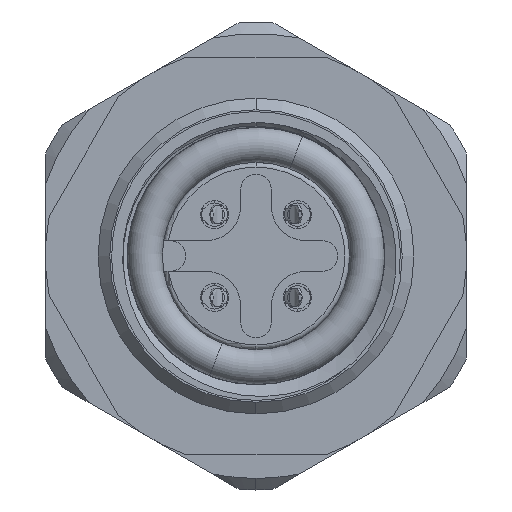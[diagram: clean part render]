
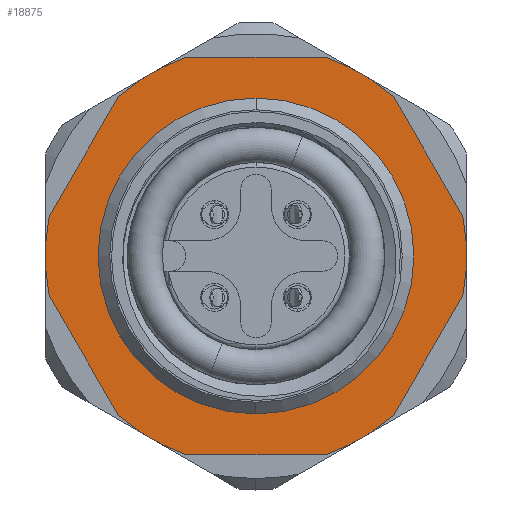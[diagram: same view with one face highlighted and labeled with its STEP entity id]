
A CAD part, left-side view. The second image highlights one B-rep face of the part: STEP entity #18875.
In plain terms, the highlighted face is planar.
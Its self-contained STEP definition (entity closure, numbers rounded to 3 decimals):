
#81 = CARTESIAN_POINT ( 'NONE',  ( -2., -5.882, -6.812 ) ) ;
#553 = CARTESIAN_POINT ( 'NONE',  ( -2., -5.111, 8.147 ) ) ;
#762 = VECTOR ( 'NONE', #19968, 1000. ) ;
#1123 = CIRCLE ( 'NONE', #24818, 9. ) ;
#1465 = ORIENTED_EDGE ( 'NONE', *, *, #27074, .F. ) ;
#1522 = DIRECTION ( 'NONE',  ( 0., -0.5, 0.866 ) ) ;
#2144 = DIRECTION ( 'NONE',  ( 0., 0., 1. ) ) ;
#2287 = VECTOR ( 'NONE', #39376, 1000. ) ;
#2374 = CIRCLE ( 'NONE', #17959, 9. ) ;
#2404 = CARTESIAN_POINT ( 'NONE',  ( -2., 9.611, -0.353 ) ) ;
#3125 = CARTESIAN_POINT ( 'NONE',  ( -2., 0., 0. ) ) ;
#3276 = DIRECTION ( 'NONE',  ( 0., 0., 1. ) ) ;
#3433 = VECTOR ( 'NONE', #17122, 1000. ) ;
#3943 = CIRCLE ( 'NONE', #27672, 9. ) ;
#4643 = EDGE_CURVE ( 'NONE', #15681, #25650, #39039, .T. ) ;
#4675 = CARTESIAN_POINT ( 'NONE',  ( -2., 2.958, 8.5 ) ) ;
#4950 = CARTESIAN_POINT ( 'NONE',  ( -2., 0., 0. ) ) ;
#4982 = EDGE_LOOP ( 'NONE', ( #11594, #14279, #20148, #20997, #22592, #41789, #41082, #24063, #19177, #11761, #30524, #1465 ) ) ;
#5184 = FACE_BOUND ( 'NONE', #24320, .T. ) ;
#5566 = LINE ( 'NONE', #2404, #18574 ) ;
#5766 = AXIS2_PLACEMENT_3D ( 'NONE', #38484, #25326, #3276 ) ;
#5810 = CARTESIAN_POINT ( 'NONE',  ( -2., -8.84, 1.688 ) ) ;
#5820 = DIRECTION ( 'NONE',  ( 0., 0., 1. ) ) ;
#5837 = CARTESIAN_POINT ( 'NONE',  ( -2., -5.882, 6.812 ) ) ;
#5928 = CARTESIAN_POINT ( 'NONE',  ( -2., 0., 0. ) ) ;
#6001 = VERTEX_POINT ( 'NONE', #32922 ) ;
#6258 = CARTESIAN_POINT ( 'NONE',  ( -2., 9., -8.5 ) ) ;
#6832 = EDGE_CURVE ( 'NONE', #33425, #21731, #2374, .T. ) ;
#6877 = CARTESIAN_POINT ( 'NONE',  ( -2., 9.611, 0.353 ) ) ;
#6924 = EDGE_CURVE ( 'NONE', #25993, #6001, #19840, .T. ) ;
#7002 = CARTESIAN_POINT ( 'NONE',  ( -2., 9., 8.5 ) ) ;
#7532 = VERTEX_POINT ( 'NONE', #7775 ) ;
#7614 = VERTEX_POINT ( 'NONE', #33243 ) ;
#7709 = EDGE_CURVE ( 'NONE', #7532, #41208, #39602, .T. ) ;
#7775 = CARTESIAN_POINT ( 'NONE',  ( -2., 0., -6.75 ) ) ;
#8120 = DIRECTION ( 'NONE',  ( -1., 0., 0. ) ) ;
#8433 = CARTESIAN_POINT ( 'NONE',  ( -2., 0., 0. ) ) ;
#8944 = ORIENTED_EDGE ( 'NONE', *, *, #27501, .T. ) ;
#9273 = CIRCLE ( 'NONE', #33012, 6.75 ) ;
#10446 = AXIS2_PLACEMENT_3D ( 'NONE', #21331, #21537, #34909 ) ;
#10833 = EDGE_CURVE ( 'NONE', #20728, #15681, #16052, .T. ) ;
#11594 = ORIENTED_EDGE ( 'NONE', *, *, #15672, .F. ) ;
#11761 = ORIENTED_EDGE ( 'NONE', *, *, #4643, .F. ) ;
#12732 = EDGE_CURVE ( 'NONE', #25650, #33425, #15089, .T. ) ;
#13215 = VECTOR ( 'NONE', #38933, 1000. ) ;
#13376 = EDGE_CURVE ( 'NONE', #6001, #29855, #16480, .T. ) ;
#14279 = ORIENTED_EDGE ( 'NONE', *, *, #13376, .F. ) ;
#14776 = CIRCLE ( 'NONE', #25570, 9. ) ;
#15089 = LINE ( 'NONE', #37128, #37625 ) ;
#15369 = DIRECTION ( 'NONE',  ( 0., -0.5, -0.866 ) ) ;
#15672 = EDGE_CURVE ( 'NONE', #29855, #7614, #5566, .T. ) ;
#15681 = VERTEX_POINT ( 'NONE', #16271 ) ;
#16052 = LINE ( 'NONE', #6258, #2287 ) ;
#16227 = FACE_OUTER_BOUND ( 'NONE', #4982, .T. ) ;
#16271 = CARTESIAN_POINT ( 'NONE',  ( -2., -2.958, -8.5 ) ) ;
#16388 = CARTESIAN_POINT ( 'NONE',  ( -2., 2.958, -8.5 ) ) ;
#16480 = CIRCLE ( 'NONE', #28006, 9. ) ;
#17122 = DIRECTION ( 'NONE',  ( 0., 0.5, 0.866 ) ) ;
#17959 = AXIS2_PLACEMENT_3D ( 'NONE', #34904, #24502, #5820 ) ;
#18121 = DIRECTION ( 'NONE',  ( 0., 0., 1. ) ) ;
#18574 = VECTOR ( 'NONE', #15369, 1000. ) ;
#18875 = ADVANCED_FACE ( 'NONE', ( #5184, #16227 ), #38912, .F. ) ;
#18947 = CARTESIAN_POINT ( 'NONE',  ( -2., 0., 0. ) ) ;
#19177 = ORIENTED_EDGE ( 'NONE', *, *, #12732, .F. ) ;
#19790 = DIRECTION ( 'NONE',  ( -1., 0., 0. ) ) ;
#19840 = LINE ( 'NONE', #6877, #13215 ) ;
#19968 = DIRECTION ( 'NONE',  ( 0., 1., 0. ) ) ;
#20148 = ORIENTED_EDGE ( 'NONE', *, *, #6924, .F. ) ;
#20728 = VERTEX_POINT ( 'NONE', #16388 ) ;
#20997 = ORIENTED_EDGE ( 'NONE', *, *, #29998, .F. ) ;
#21331 = CARTESIAN_POINT ( 'NONE',  ( -2., 0., 0. ) ) ;
#21537 = DIRECTION ( 'NONE',  ( -1., 0., 0. ) ) ;
#21731 = VERTEX_POINT ( 'NONE', #5810 ) ;
#22592 = ORIENTED_EDGE ( 'NONE', *, *, #39969, .F. ) ;
#23215 = VERTEX_POINT ( 'NONE', #4675 ) ;
#23396 = CARTESIAN_POINT ( 'NONE',  ( -2., 0., 0. ) ) ;
#24008 = EDGE_CURVE ( 'NONE', #21731, #40729, #29403, .T. ) ;
#24063 = ORIENTED_EDGE ( 'NONE', *, *, #6832, .F. ) ;
#24320 = EDGE_LOOP ( 'NONE', ( #8944, #29831 ) ) ;
#24502 = DIRECTION ( 'NONE',  ( -1., 0., 0. ) ) ;
#24772 = AXIS2_PLACEMENT_3D ( 'NONE', #18947, #19790, #41651 ) ;
#24818 = AXIS2_PLACEMENT_3D ( 'NONE', #4950, #8120, #18121 ) ;
#25326 = DIRECTION ( 'NONE',  ( -1., 0., 0. ) ) ;
#25570 = AXIS2_PLACEMENT_3D ( 'NONE', #5928, #37563, #2144 ) ;
#25650 = VERTEX_POINT ( 'NONE', #81 ) ;
#25692 = CARTESIAN_POINT ( 'NONE',  ( -2., 5.882, 6.812 ) ) ;
#25993 = VERTEX_POINT ( 'NONE', #25692 ) ;
#27074 = EDGE_CURVE ( 'NONE', #7614, #20728, #1123, .T. ) ;
#27501 = EDGE_CURVE ( 'NONE', #41208, #7532, #9273, .T. ) ;
#27672 = AXIS2_PLACEMENT_3D ( 'NONE', #8433, #37508, #28809 ) ;
#28006 = AXIS2_PLACEMENT_3D ( 'NONE', #3125, #29001, #35146 ) ;
#28809 = DIRECTION ( 'NONE',  ( 0., 0., 1. ) ) ;
#29001 = DIRECTION ( 'NONE',  ( -1., 0., 0. ) ) ;
#29403 = LINE ( 'NONE', #553, #3433 ) ;
#29442 = EDGE_CURVE ( 'NONE', #40729, #31694, #14776, .T. ) ;
#29831 = ORIENTED_EDGE ( 'NONE', *, *, #7709, .T. ) ;
#29855 = VERTEX_POINT ( 'NONE', #37718 ) ;
#29998 = EDGE_CURVE ( 'NONE', #23215, #25993, #3943, .T. ) ;
#30524 = ORIENTED_EDGE ( 'NONE', *, *, #10833, .F. ) ;
#31694 = VERTEX_POINT ( 'NONE', #41759 ) ;
#32690 = CARTESIAN_POINT ( 'NONE',  ( -2., 0., 6.75 ) ) ;
#32922 = CARTESIAN_POINT ( 'NONE',  ( -2., 8.84, 1.688 ) ) ;
#33012 = AXIS2_PLACEMENT_3D ( 'NONE', #23396, #39546, #34022 ) ;
#33243 = CARTESIAN_POINT ( 'NONE',  ( -2., 5.882, -6.812 ) ) ;
#33425 = VERTEX_POINT ( 'NONE', #41134 ) ;
#34022 = DIRECTION ( 'NONE',  ( 0., 0., 1. ) ) ;
#34904 = CARTESIAN_POINT ( 'NONE',  ( -2., 0., 0. ) ) ;
#34909 = DIRECTION ( 'NONE',  ( 0., 0., 1. ) ) ;
#35146 = DIRECTION ( 'NONE',  ( 0., 0., 1. ) ) ;
#37128 = CARTESIAN_POINT ( 'NONE',  ( -2., -5.111, -8.147 ) ) ;
#37508 = DIRECTION ( 'NONE',  ( -1., 0., 0. ) ) ;
#37563 = DIRECTION ( 'NONE',  ( -1., 0., 0. ) ) ;
#37625 = VECTOR ( 'NONE', #1522, 1000. ) ;
#37718 = CARTESIAN_POINT ( 'NONE',  ( -2., 8.84, -1.688 ) ) ;
#38484 = CARTESIAN_POINT ( 'NONE',  ( -2., 9., 0. ) ) ;
#38912 = PLANE ( 'NONE',  #5766 ) ;
#38933 = DIRECTION ( 'NONE',  ( 0., 0.5, -0.866 ) ) ;
#39039 = CIRCLE ( 'NONE', #24772, 9. ) ;
#39265 = LINE ( 'NONE', #7002, #762 ) ;
#39376 = DIRECTION ( 'NONE',  ( 0., -1., 0. ) ) ;
#39546 = DIRECTION ( 'NONE',  ( -1., 0., 0. ) ) ;
#39602 = CIRCLE ( 'NONE', #10446, 6.75 ) ;
#39969 = EDGE_CURVE ( 'NONE', #31694, #23215, #39265, .T. ) ;
#40729 = VERTEX_POINT ( 'NONE', #5837 ) ;
#41082 = ORIENTED_EDGE ( 'NONE', *, *, #24008, .F. ) ;
#41134 = CARTESIAN_POINT ( 'NONE',  ( -2., -8.84, -1.688 ) ) ;
#41208 = VERTEX_POINT ( 'NONE', #32690 ) ;
#41651 = DIRECTION ( 'NONE',  ( 0., 0., 1. ) ) ;
#41759 = CARTESIAN_POINT ( 'NONE',  ( -2., -2.958, 8.5 ) ) ;
#41789 = ORIENTED_EDGE ( 'NONE', *, *, #29442, .F. ) ;
